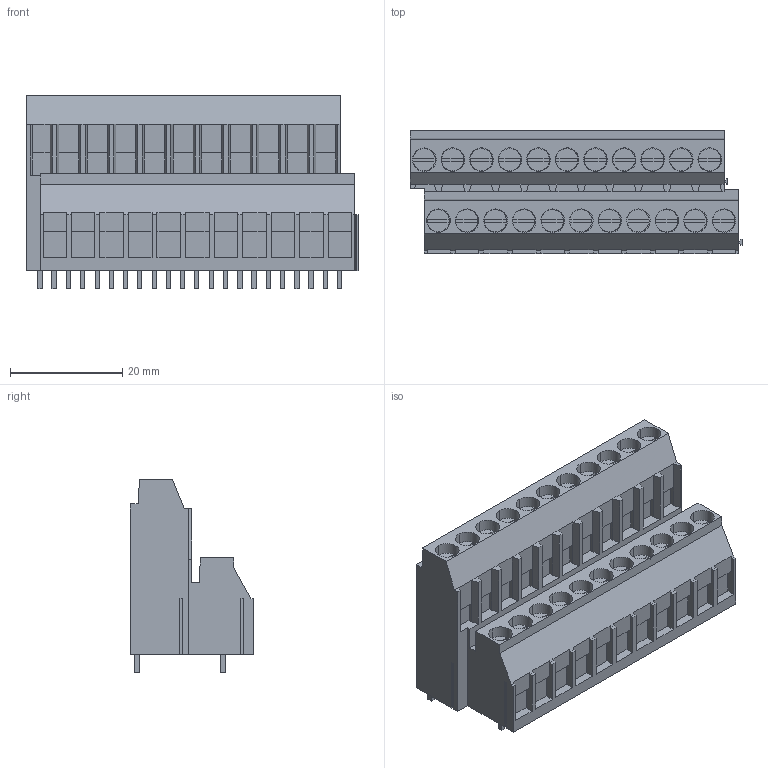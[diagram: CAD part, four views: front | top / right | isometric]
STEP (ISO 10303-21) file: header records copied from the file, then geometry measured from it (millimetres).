
FILE_DESCRIPTION(('CATIA V5 STEP','CAx-IF Rec.Pracs.--- Model Styling and Organization---1.4--- 2014-01-23'),'2;1');
FILE_NAME ('336777-1_0', '2024-03-18T12:50:17+00:00', ('none'), ('Weidmueller'), 'CATIA Version 5-6 Release 2016 SP3 HF44', 'CATIA V5 STEP AP214', 'none');
FILE_SCHEMA(('AUTOMOTIVE_DESIGN { 1 0 10303 214 1 1 1 1 }'));
Length unit declared in the file: millimetre
Products named in the file (1): 1977550000
Bounding box: 59.07 x 21.94 x 34.47 mm (x, y, z)
Volume: 23810.1 mm3; surface area: 11754.7 mm2
Topology: 45 solids, 45 shells, 1240 faces, 3552 edges, 2425 vertices
Faces by surface type: plane 1152, cylinder 88
Entity records: 37161 total; most frequent: CARTESIAN_POINT 7134, ORIENTED_EDGE 7104, DIRECTION 4727, EDGE_CURVE 3552, VECTOR 3143, LINE 3143, VERTEX_POINT 2425, EDGE_LOOP 1263
